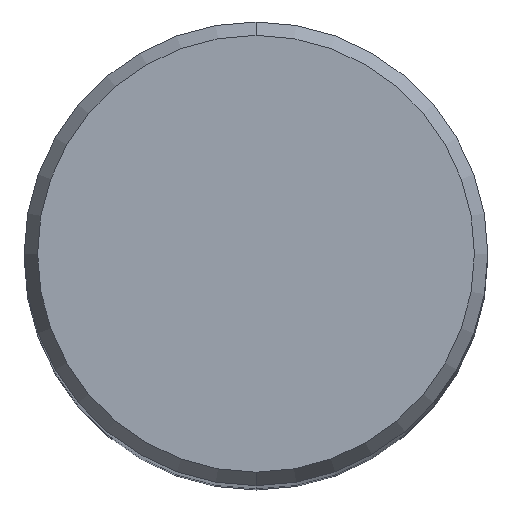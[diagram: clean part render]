
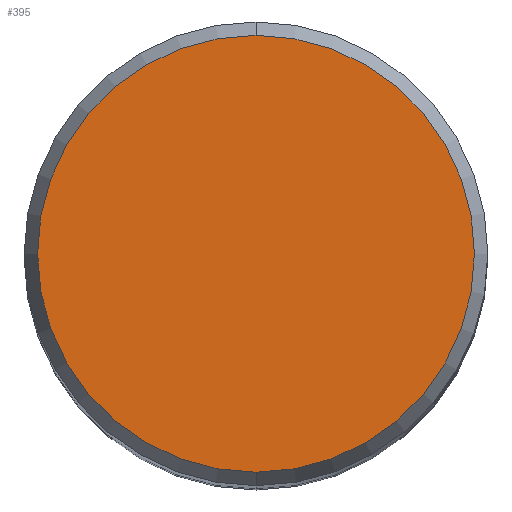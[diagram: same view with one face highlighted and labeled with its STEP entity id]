
A CAD part, top view. The second image highlights one B-rep face of the part: STEP entity #395.
In plain terms, the highlighted planar face has unit normal (0, 0, 1).
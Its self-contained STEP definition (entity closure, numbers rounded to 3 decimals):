
#159=EDGE_CURVE('',#283,#205,#426,.T.);
#205=VERTEX_POINT('',#480);
#283=VERTEX_POINT('',#567);
#359=EDGE_CURVE('',#205,#283,#648,.T.);
#395=ADVANCED_FACE('',(#686),#687,.T.);
#426=CIRCLE('',#712,7.479);
#480=CARTESIAN_POINT('',(0.,-7.479,0.0));
#567=CARTESIAN_POINT('',(0.0,7.479,0.0));
#648=CIRCLE('',#1265,7.479);
#686=FACE_OUTER_BOUND('',#1328,.T.);
#687=PLANE('',#1329);
#712=AXIS2_PLACEMENT_3D('',#1344,#1345,#1346);
#1265=AXIS2_PLACEMENT_3D('',#1609,#1610,#1611);
#1328=EDGE_LOOP('',(#1641,#1642));
#1329=AXIS2_PLACEMENT_3D('',#1643,#1644,#1645);
#1344=CARTESIAN_POINT('',(0.0,0.0,0.0));
#1345=DIRECTION('',(0.0,0.0,-1.0));
#1346=DIRECTION('',(0.0,1.0,0.0));
#1609=CARTESIAN_POINT('',(0.0,0.0,0.0));
#1610=DIRECTION('',(0.0,0.0,-1.0));
#1611=DIRECTION('',(0.0,1.0,0.0));
#1641=ORIENTED_EDGE('',*,*,#159,.F.);
#1642=ORIENTED_EDGE('',*,*,#359,.F.);
#1643=CARTESIAN_POINT('',(0.0,3.74,0.0));
#1644=DIRECTION('',(-0.0,0.0,1.0));
#1645=DIRECTION('',(0.0,-1.0,0.0));
